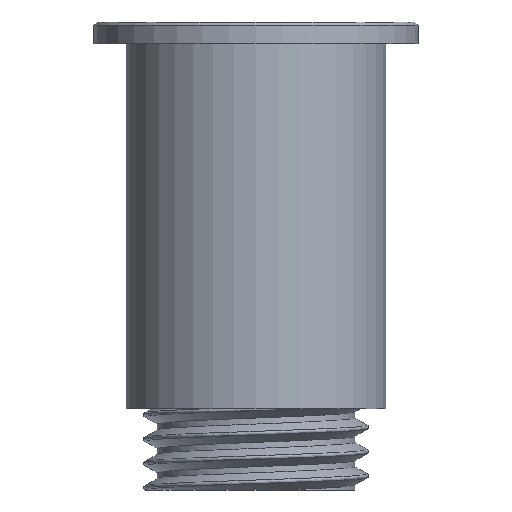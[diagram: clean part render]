
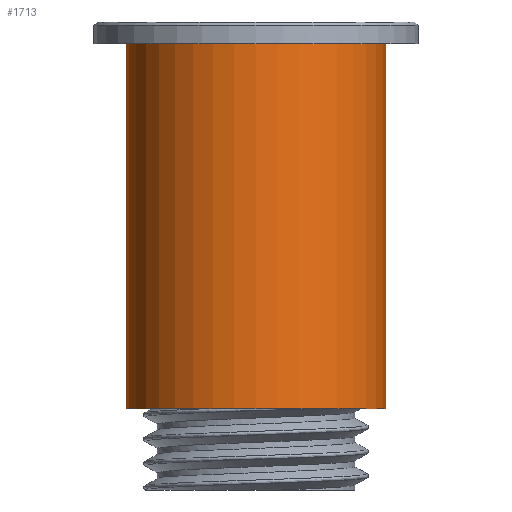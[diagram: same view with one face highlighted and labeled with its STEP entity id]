
A CAD part, front view. The second image highlights one B-rep face of the part: STEP entity #1713.
In plain terms, the highlighted cylindrical face has radius 24 mm (diameter 48 mm), a partial arc.
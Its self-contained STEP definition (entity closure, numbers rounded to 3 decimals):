
#42=CYLINDRICAL_SURFACE('',#1881,24.);
#258=FACE_OUTER_BOUND('',#354,.T.);
#354=EDGE_LOOP('',(#1470,#1471,#1472,#1473));
#385=CIRCLE('',#1765,24.);
#417=CIRCLE('',#1826,24.);
#551=LINE('',#3984,#658);
#552=LINE('',#3986,#659);
#658=VECTOR('',#2266,10.);
#659=VECTOR('',#2269,10.);
#686=VERTEX_POINT('',#2596);
#687=VERTEX_POINT('',#2598);
#761=VERTEX_POINT('',#3400);
#765=VERTEX_POINT('',#3409);
#863=EDGE_CURVE('',#686,#687,#385,.F.);
#973=EDGE_CURVE('',#761,#765,#417,.T.);
#1074=EDGE_CURVE('',#761,#686,#551,.T.);
#1075=EDGE_CURVE('',#687,#765,#552,.T.);
#1470=ORIENTED_EDGE('',*,*,#1075,.F.);
#1471=ORIENTED_EDGE('',*,*,#863,.F.);
#1472=ORIENTED_EDGE('',*,*,#1074,.F.);
#1473=ORIENTED_EDGE('',*,*,#973,.T.);
#1713=ADVANCED_FACE('',(#258),#42,.T.);
#1765=AXIS2_PLACEMENT_3D('',#2599,#1940,#1941);
#1826=AXIS2_PLACEMENT_3D('',#3411,#2109,#2110);
#1881=AXIS2_PLACEMENT_3D('',#3985,#2267,#2268);
#1940=DIRECTION('center_axis',(0.,0.,1.));
#1941=DIRECTION('ref_axis',(1.,0.,0.));
#2109=DIRECTION('center_axis',(0.,0.,-1.));
#2110=DIRECTION('ref_axis',(1.,0.,0.));
#2266=DIRECTION('',(0.,0.,-1.));
#2267=DIRECTION('center_axis',(0.,0.,1.));
#2268=DIRECTION('ref_axis',(1.,0.,0.));
#2269=DIRECTION('',(0.,0.,1.));
#2596=CARTESIAN_POINT('',(23.962,-1.357,-250.));
#2598=CARTESIAN_POINT('',(-23.962,-1.357,-250.));
#2599=CARTESIAN_POINT('Origin',(0.,0.,-250.));
#3400=CARTESIAN_POINT('',(23.962,-1.357,-182.5));
#3409=CARTESIAN_POINT('',(-23.962,-1.357,-182.5));
#3411=CARTESIAN_POINT('Origin',(0.,0.,-182.5));
#3984=CARTESIAN_POINT('',(23.962,-1.357,-250.));
#3985=CARTESIAN_POINT('Origin',(0.,0.,-250.));
#3986=CARTESIAN_POINT('',(-23.962,-1.357,-250.));
